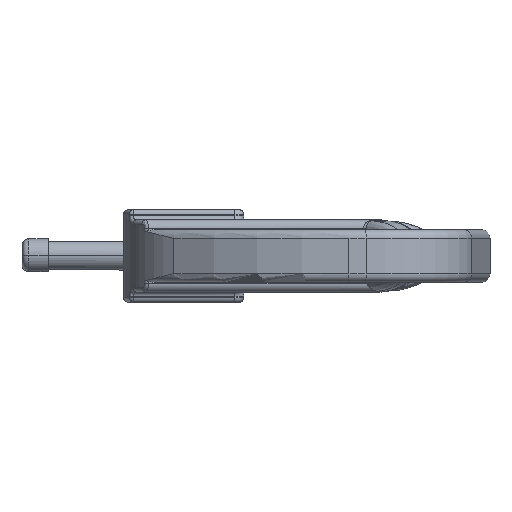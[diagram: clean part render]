
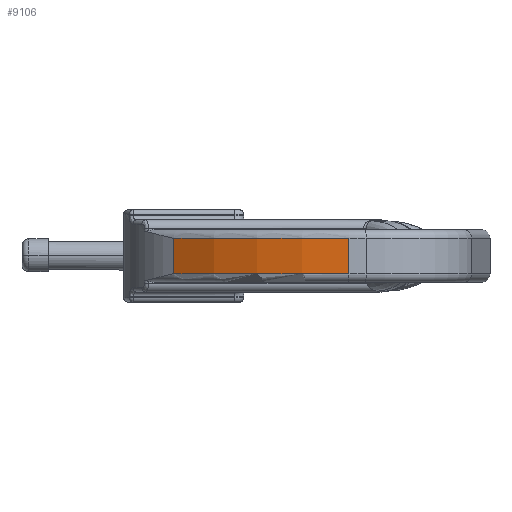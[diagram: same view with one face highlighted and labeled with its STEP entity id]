
A CAD part, left-side view. The second image highlights one B-rep face of the part: STEP entity #9106.
In plain terms, the highlighted cylindrical face has radius 67 mm (diameter 134 mm), a partial arc.
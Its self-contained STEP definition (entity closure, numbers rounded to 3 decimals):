
#2574 = DIRECTION ( 'NONE',  ( 0., 0., -1. ) ) ;
#2575 = VECTOR ( 'NONE', #2574, 1000. ) ;
#2576 = CARTESIAN_POINT ( 'NONE',  ( -71.961, 2.551, 4. ) ) ;
#2672 = LINE ( 'NONE', #2576, #2575 ) ;
#2673 = CARTESIAN_POINT ( 'NONE',  ( -71.961, 2.551, 4. ) ) ;
#2838 = CARTESIAN_POINT ( 'NONE',  ( -71.961, 2.551, -4. ) ) ;
#3004 = CARTESIAN_POINT ( 'NONE',  ( -58.807, 42.422, -4. ) ) ;
#3589 = DIRECTION ( 'NONE',  ( 1., 0., 0. ) ) ;
#3590 = DIRECTION ( 'NONE',  ( 0., 0., -1. ) ) ;
#3591 = CARTESIAN_POINT ( 'NONE',  ( -4.961, 2.551, 4. ) ) ;
#3592 = AXIS2_PLACEMENT_3D ( 'NONE', #3591, #3590, #3589 ) ;
#3593 = CIRCLE ( 'NONE', #3592, 67. ) ;
#3674 = DIRECTION ( 'NONE',  ( 0., 0., -1. ) ) ;
#3675 = VECTOR ( 'NONE', #3674, 1000. ) ;
#3676 = CARTESIAN_POINT ( 'NONE',  ( -58.807, 42.422, 4. ) ) ;
#3682 = LINE ( 'NONE', #3676, #3675 ) ;
#3842 = DIRECTION ( 'NONE',  ( -1., 0., 0. ) ) ;
#3843 = DIRECTION ( 'NONE',  ( 0., 0., -1. ) ) ;
#3844 = AXIS2_PLACEMENT_3D ( 'NONE', #3963, #3843, #3842 ) ;
#3845 = CYLINDRICAL_SURFACE ( 'NONE', #3844, 67. ) ;
#3963 = CARTESIAN_POINT ( 'NONE',  ( -4.961, 2.551, 4. ) ) ;
#3964 = DIRECTION ( 'NONE',  ( -1., 0., 0. ) ) ;
#3965 = DIRECTION ( 'NONE',  ( 0., 0., 1. ) ) ;
#3966 = CARTESIAN_POINT ( 'NONE',  ( -4.961, 2.551, -4. ) ) ;
#3967 = AXIS2_PLACEMENT_3D ( 'NONE', #3966, #3965, #3964 ) ;
#3968 = CIRCLE ( 'NONE', #3967, 67. ) ;
#3969 = FACE_OUTER_BOUND ( 'NONE', #9110, .T. ) ;
#3974 = CARTESIAN_POINT ( 'NONE',  ( -58.807, 42.422, 4. ) ) ;
#8531 = VERTEX_POINT ( 'NONE', #2673 ) ;
#8533 = EDGE_CURVE ( 'NONE', #8531, #8637, #2672, .T. ) ;
#8637 = VERTEX_POINT ( 'NONE', #2838 ) ;
#8737 = ORIENTED_EDGE ( 'NONE', *, *, #8533, .F. ) ;
#8738 = VERTEX_POINT ( 'NONE', #3004 ) ;
#8961 = ORIENTED_EDGE ( 'NONE', *, *, #8982, .T. ) ;
#8982 = EDGE_CURVE ( 'NONE', #8531, #9099, #3593, .T. ) ;
#9056 = EDGE_CURVE ( 'NONE', #9099, #8738, #3682, .T. ) ;
#9099 = VERTEX_POINT ( 'NONE', #3974 ) ;
#9102 = EDGE_CURVE ( 'NONE', #8738, #8637, #3968, .T. ) ;
#9103 = ORIENTED_EDGE ( 'NONE', *, *, #9102, .T. ) ;
#9106 = ADVANCED_FACE ( 'NONE', ( #3969 ), #3845, .T. ) ;
#9110 = EDGE_LOOP ( 'NONE', ( #8737, #8961, #9113, #9103 ) ) ;
#9113 = ORIENTED_EDGE ( 'NONE', *, *, #9056, .T. ) ;
